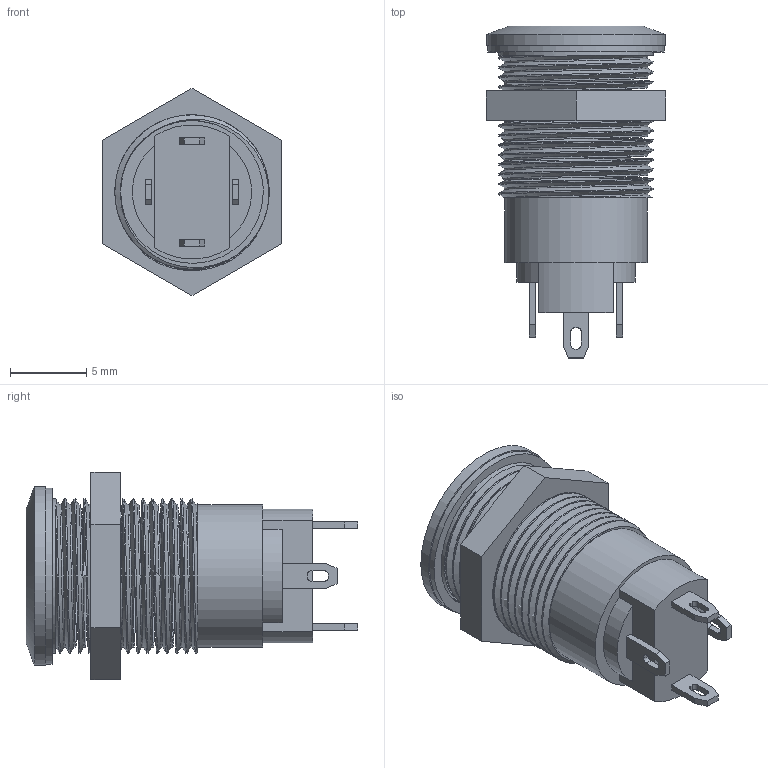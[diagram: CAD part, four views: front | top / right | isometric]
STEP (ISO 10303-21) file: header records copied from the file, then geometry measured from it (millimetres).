
FILE_DESCRIPTION(('FreeCAD Model'),'2;1');
FILE_NAME('Open CASCADE Shape Model','2025-04-30T11:00:49',('FreeCAD'),( 'FreeCAD'),'Open CASCADE STEP processor 7.6','FreeCAD','Unknown');
FILE_SCHEMA(('AUTOMOTIVE_DESIGN { 1 0 10303 214 1 1 1 1 }'));
Length unit declared in the file: millimetre
Products named in the file (1): Open CASCADE STEP translator 7.6 1
Bounding box: 11.76 x 21.74 x 13.58 mm (x, y, z)
Volume: 1425.6 mm3; surface area: 1581.8 mm2
Topology: 8 solids, 8 shells, 160 faces, 413 edges, 275 vertices
Faces by surface type: bspline 160
Entity records: 9767 total; most frequent: CARTESIAN_POINT 7294, ORIENTED_EDGE 826, EDGE_CURVE 413, B_SPLINE_CURVE_WITH_KNOTS 329, VERTEX_POINT 275, FACE_BOUND 178, EDGE_LOOP 178, ADVANCED_FACE 160
